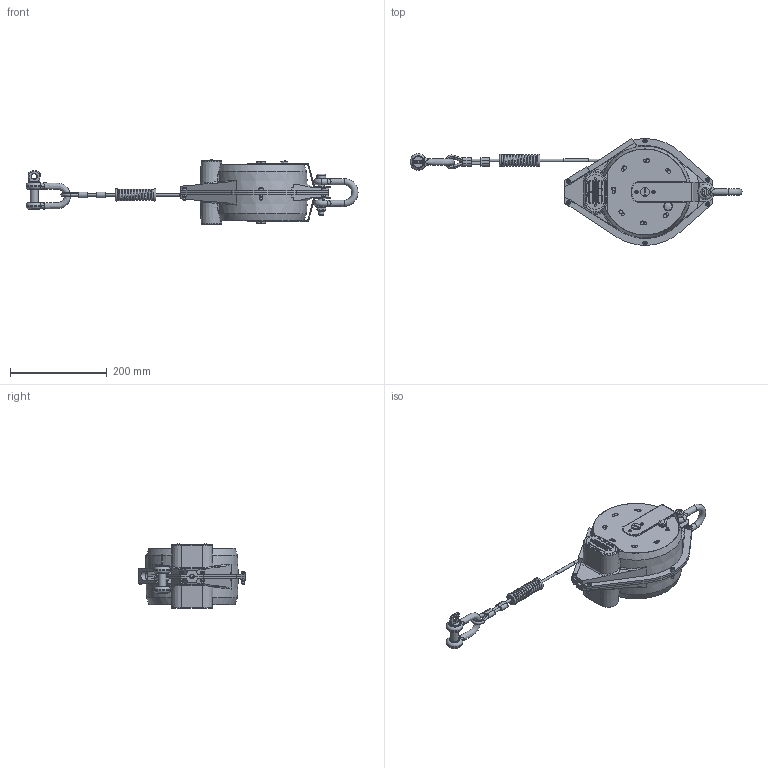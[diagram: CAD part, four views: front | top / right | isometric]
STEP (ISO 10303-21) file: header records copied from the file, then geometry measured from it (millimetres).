
FILE_DESCRIPTION(/* description */ ('G.GUARD, 300KG SWL 10 METER GALVANISED STEEL ROPE'),/* implementation_level */ '2;1');
FILE_NAME(/* name */ 'GSE300-10G.stp',/* time_stamp */ '2021-08-24T13:39:55+01:00',/* author */ ('Simon.Lewis'),/* organization */ (''),/* preprocessor_version */ 'ST-DEVELOPER v18.1',/* originating_system */ 'Autodesk Inventor 2021',/* authorisation */ '');
FILE_SCHEMA (('AUTOMOTIVE_DESIGN { 1 0 10303 214 3 1 1 }'));
Length unit declared in the file: millimetre
Products named in the file (42): GSE300-10G ; 807-05 ; RKG300-1-10; 507-70; 807-31 ; 507-59; 507-97; 507-51; 507-52 ; 507-55; 507-57; 807-19; 807-19_1; 807-19_2; 1100-05; 1100-02; SA300-1-RC ; 1100-01 ; 507-42; 507-05F; 507-06; 507-83; 807-01 ; 507-10; 507-09; 1100-08; 800-18; 507-33; 1107-08; 507-35; 507SHACKLEKIT; 507-38; 507-39; 907-26; 1100-06; 507-43; 507-43_1; 507-43_2; 507-43 OIL LEVEL INDICATOR WASHER; 507-82 ...
Assembly tree (81 placements, depth 4):
  GSE300-10G 
    807-05 
    RKG300-1-10
      507-70
      807-31 
      507-59
      507-97
      507-52   x2
      507-51
      507-55
      507-57  x2
      807-19
        807-19_1
        807-19_2
      1100-05
    1100-02
    SA300-1-RC 
      1100-01 
      507-42  x8
      507-05F
      507-06
      507-83
      807-01 
      507-10  x8
      507-09  x8
    1100-08  x6
    800-18  x6
    507-33  x2
    1107-08  x2
    507-35  x4
    507SHACKLEKIT
      507-38
      507-39
      907-26
    907-26
    1100-06
    507-43
      507-43_1
      507-43_2
      507-43 OIL LEVEL INDICATOR WASHER
    507-82
    507-85  x2
    800-40
Bounding box: 688 x 221.24 x 134.4 mm (x, y, z)
Volume: 1525189.4 mm3; surface area: 598484.9 mm2
Topology: 76 solids, 76 shells, 2289 faces, 5627 edges, 3590 vertices
Faces by surface type: plane 1130, bspline 397, cylinder 379, cone 281, torus 91, sphere 11
Full cylindrical faces by diameter (mm): 2 x2, 2.3 x2, 3.141 x4, 3.242 x4, 4 x6, 4.134 x6, 4.5 x4, 5 x13, 5.2 x12, 6 x1, 6.647 x16, 6.8 x6, 7 x2, 7.04 x4, 7.323 x8, 8 x8, 8.16 x1, 8.376 x2, 8.4 x8, 8.5 x6, 10 x1, 10.973 x1, 11.32 x1, 11.4 x8, 11.445 x1, 11.941 x1, 12 x1, 12.5 x2, 13 x2, 13.1 x1
Entity records: 60992 total; most frequent: CARTESIAN_POINT 21519, ORIENTED_EDGE 8184, DIRECTION 7048, EDGE_CURVE 4092, VERTEX_POINT 2654, AXIS2_PLACEMENT_3D 2380, LINE 2288, VECTOR 2288
